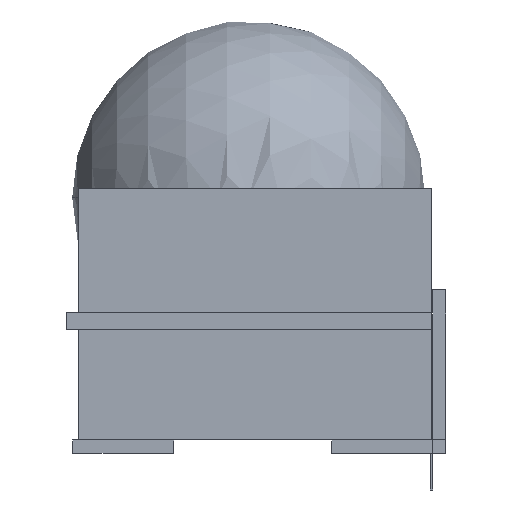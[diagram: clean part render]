
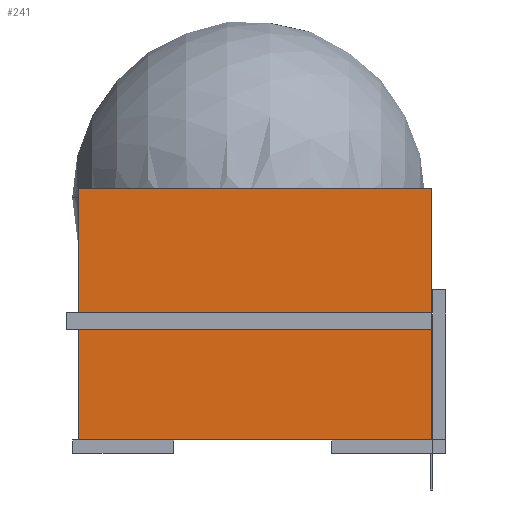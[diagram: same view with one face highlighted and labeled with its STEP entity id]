
A CAD part, left-side view. The second image highlights one B-rep face of the part: STEP entity #241.
In plain terms, the highlighted planar face has unit normal (-1, 0, 0).
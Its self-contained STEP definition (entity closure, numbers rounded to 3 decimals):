
#142 = EDGE_CURVE ( 'NONE', #177, #234, #554, .T. ) ;
#168 = VERTEX_POINT ( 'NONE', #616 ) ;
#171 = ORIENTED_EDGE ( 'NONE', *, *, #226, .T. ) ;
#177 = VERTEX_POINT ( 'NONE', #620 ) ;
#210 = EDGE_CURVE ( 'NONE', #234, #211, #688, .T. ) ;
#211 = VERTEX_POINT ( 'NONE', #725 ) ;
#212 = ORIENTED_EDGE ( 'NONE', *, *, #213, .F. ) ;
#213 = EDGE_CURVE ( 'NONE', #168, #211, #724, .T. ) ;
#226 = EDGE_CURVE ( 'NONE', #168, #177, #700, .T. ) ;
#234 = VERTEX_POINT ( 'NONE', #714 ) ;
#241 = ADVANCED_FACE ( 'NONE', ( #845 ), #744, .T. ) ;
#242 = EDGE_LOOP ( 'NONE', ( #243, #244, #212, #171 ) ) ;
#243 = ORIENTED_EDGE ( 'NONE', *, *, #142, .T. ) ;
#244 = ORIENTED_EDGE ( 'NONE', *, *, #210, .T. ) ;
#551 = DIRECTION ( 'NONE',  ( 0., 0., -1. ) ) ;
#552 = VECTOR ( 'NONE', #551, 1000. ) ;
#553 = CARTESIAN_POINT ( 'NONE',  ( -4.851, 2., 0. ) ) ;
#554 = LINE ( 'NONE', #553, #552 ) ;
#616 = CARTESIAN_POINT ( 'NONE',  ( -4.851, -2., 2.85 ) ) ;
#620 = CARTESIAN_POINT ( 'NONE',  ( -4.851, 2., 2.85 ) ) ;
#686 = VECTOR ( 'NONE', #726, 1000. ) ;
#687 = CARTESIAN_POINT ( 'NONE',  ( -4.851, 2., 0. ) ) ;
#688 = LINE ( 'NONE', #687, #686 ) ;
#697 = DIRECTION ( 'NONE',  ( 0., 1., 0. ) ) ;
#698 = VECTOR ( 'NONE', #697, 1000. ) ;
#699 = CARTESIAN_POINT ( 'NONE',  ( -4.851, -2., 2.85 ) ) ;
#700 = LINE ( 'NONE', #699, #698 ) ;
#714 = CARTESIAN_POINT ( 'NONE',  ( -4.851, 2., 0. ) ) ;
#721 = DIRECTION ( 'NONE',  ( 0., 0., -1. ) ) ;
#722 = VECTOR ( 'NONE', #721, 1000. ) ;
#723 = CARTESIAN_POINT ( 'NONE',  ( -4.851, -2., 0. ) ) ;
#724 = LINE ( 'NONE', #723, #722 ) ;
#725 = CARTESIAN_POINT ( 'NONE',  ( -4.851, -2., 0. ) ) ;
#726 = DIRECTION ( 'NONE',  ( 0., -1., 0. ) ) ;
#744 = PLANE ( 'NONE',  #749 ) ;
#746 = DIRECTION ( 'NONE',  ( 0., 0., 1. ) ) ;
#747 = DIRECTION ( 'NONE',  ( -1., 0., 0. ) ) ;
#748 = CARTESIAN_POINT ( 'NONE',  ( -4.851, -2., 0. ) ) ;
#749 = AXIS2_PLACEMENT_3D ( 'NONE', #748, #747, #746 ) ;
#845 = FACE_OUTER_BOUND ( 'NONE', #242, .T. ) ;
